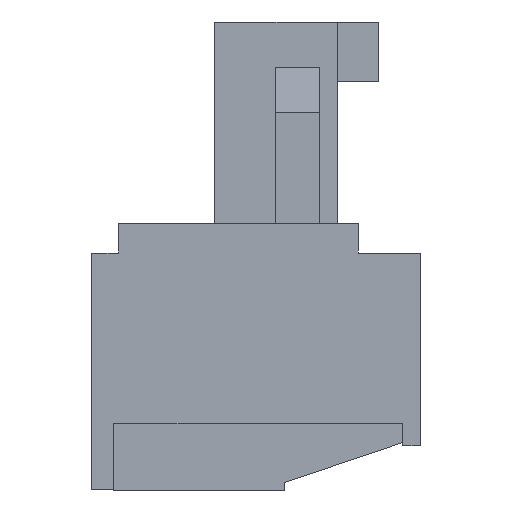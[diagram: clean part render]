
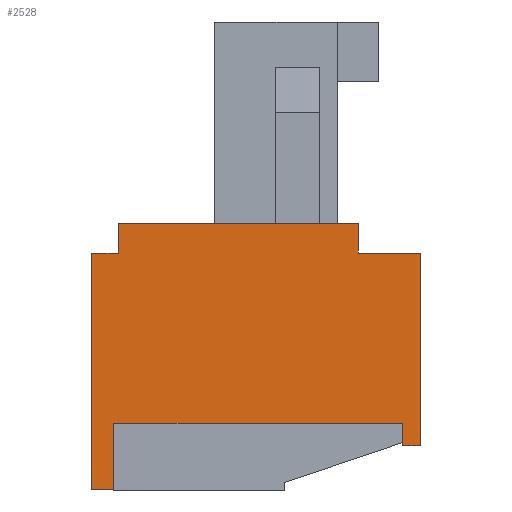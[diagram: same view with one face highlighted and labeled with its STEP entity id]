
A CAD part, left-side view. The second image highlights one B-rep face of the part: STEP entity #2528.
In plain terms, the highlighted planar face has unit normal (-1, 0, 0).
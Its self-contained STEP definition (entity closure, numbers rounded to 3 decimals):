
#2528 = ADVANCED_FACE( '', ( #5235 ), #5236, .F. );
#5235 = FACE_OUTER_BOUND( '', #8119, .T. );
#5236 = PLANE( '', #8120 );
#8119 = EDGE_LOOP( '', ( #14786, #14787, #14788, #14789, #14790, #14791, #14792, #14793, #14794, #14795, #14796, #14797 ) );
#8120 = AXIS2_PLACEMENT_3D( '', #14798, #14799, #14800 );
#14786 = ORIENTED_EDGE( '', *, *, #19817, .F. );
#14787 = ORIENTED_EDGE( '', *, *, #18870, .F. );
#14788 = ORIENTED_EDGE( '', *, *, #17069, .F. );
#14789 = ORIENTED_EDGE( '', *, *, #19818, .F. );
#14790 = ORIENTED_EDGE( '', *, *, #19766, .F. );
#14791 = ORIENTED_EDGE( '', *, *, #19382, .F. );
#14792 = ORIENTED_EDGE( '', *, *, #19819, .F. );
#14793 = ORIENTED_EDGE( '', *, *, #19820, .F. );
#14794 = ORIENTED_EDGE( '', *, *, #19697, .F. );
#14795 = ORIENTED_EDGE( '', *, *, #19633, .F. );
#14796 = ORIENTED_EDGE( '', *, *, #17766, .F. );
#14797 = ORIENTED_EDGE( '', *, *, #17887, .F. );
#14798 = CARTESIAN_POINT( '', ( -20.955, 0., 0. ) );
#14799 = DIRECTION( '', ( 1., 0., 0. ) );
#14800 = DIRECTION( '', ( 0., 0., -1. ) );
#17069 = EDGE_CURVE( '', #20256, #20258, #20259, .T. );
#17766 = EDGE_CURVE( '', #21488, #21490, #21491, .T. );
#17887 = EDGE_CURVE( '', #21703, #21488, #21705, .T. );
#18870 = EDGE_CURVE( '', #20258, #23246, #23247, .T. );
#19382 = EDGE_CURVE( '', #23968, #23969, #23970, .T. );
#19633 = EDGE_CURVE( '', #21490, #24290, #24291, .T. );
#19697 = EDGE_CURVE( '', #24290, #24373, #24374, .T. );
#19766 = EDGE_CURVE( '', #23969, #24454, #24459, .T. );
#19817 = EDGE_CURVE( '', #23246, #21703, #24517, .T. );
#19818 = EDGE_CURVE( '', #24454, #20256, #24518, .T. );
#19819 = EDGE_CURVE( '', #24519, #23968, #24520, .T. );
#19820 = EDGE_CURVE( '', #24373, #24519, #24521, .T. );
#20256 = VERTEX_POINT( '', #24988 );
#20258 = VERTEX_POINT( '', #24991 );
#20259 = LINE( '', #24992, #24993 );
#21488 = VERTEX_POINT( '', #26746 );
#21490 = VERTEX_POINT( '', #26749 );
#21491 = LINE( '', #26750, #26751 );
#21703 = VERTEX_POINT( '', #27053 );
#21705 = LINE( '', #27056, #27057 );
#23246 = VERTEX_POINT( '', #29325 );
#23247 = LINE( '', #29326, #29327 );
#23968 = VERTEX_POINT( '', #30401 );
#23969 = VERTEX_POINT( '', #30402 );
#23970 = LINE( '', #30403, #30404 );
#24290 = VERTEX_POINT( '', #30884 );
#24291 = LINE( '', #30885, #30886 );
#24373 = VERTEX_POINT( '', #31016 );
#24374 = LINE( '', #31017, #31018 );
#24454 = VERTEX_POINT( '', #31136 );
#24459 = LINE( '', #31144, #31145 );
#24517 = LINE( '', #31227, #31228 );
#24518 = LINE( '', #31229, #31230 );
#24519 = VERTEX_POINT( '', #31231 );
#24520 = LINE( '', #31232, #31233 );
#24521 = LINE( '', #31234, #31235 );
#24988 = CARTESIAN_POINT( '', ( -20.955, 4.05, 5. ) );
#24991 = CARTESIAN_POINT( '', ( -20.955, -4.05, 5. ) );
#24992 = CARTESIAN_POINT( '', ( -20.955, 4.05, 5. ) );
#24993 = VECTOR( '', #31869, 1000. );
#26746 = CARTESIAN_POINT( '', ( -20.955, -6.15, -2.5 ) );
#26749 = CARTESIAN_POINT( '', ( -20.955, -5.55, -2.5 ) );
#26750 = CARTESIAN_POINT( '', ( -20.955, -6.15, -2.5 ) );
#26751 = VECTOR( '', #32556, 1000. );
#27053 = CARTESIAN_POINT( '', ( -20.955, -6.15, 4. ) );
#27056 = CARTESIAN_POINT( '', ( -20.955, -6.15, 4. ) );
#27057 = VECTOR( '', #32693, 1000. );
#29325 = CARTESIAN_POINT( '', ( -20.955, -4.05, 4. ) );
#29326 = CARTESIAN_POINT( '', ( -20.955, -4.05, 5. ) );
#29327 = VECTOR( '', #33588, 1000. );
#30401 = CARTESIAN_POINT( '', ( -20.955, 4.95, -4. ) );
#30402 = CARTESIAN_POINT( '', ( -20.955, 4.95, 4. ) );
#30403 = CARTESIAN_POINT( '', ( -20.955, 4.95, -4. ) );
#30404 = VECTOR( '', #34015, 1000. );
#30884 = CARTESIAN_POINT( '', ( -20.955, -5.55, -1.75 ) );
#30885 = CARTESIAN_POINT( '', ( -20.955, -5.55, -2.5 ) );
#30886 = VECTOR( '', #34200, 1000. );
#31016 = CARTESIAN_POINT( '', ( -20.955, 4.2, -1.75 ) );
#31017 = CARTESIAN_POINT( '', ( -20.955, -5.55, -1.75 ) );
#31018 = VECTOR( '', #34249, 1000. );
#31136 = CARTESIAN_POINT( '', ( -20.955, 4.05, 4. ) );
#31144 = CARTESIAN_POINT( '', ( -20.955, 4.95, 4. ) );
#31145 = VECTOR( '', #34306, 1000. );
#31227 = CARTESIAN_POINT( '', ( -20.955, -4.05, 4. ) );
#31228 = VECTOR( '', #34334, 1000. );
#31229 = CARTESIAN_POINT( '', ( -20.955, 4.05, 4. ) );
#31230 = VECTOR( '', #34335, 1000. );
#31231 = CARTESIAN_POINT( '', ( -20.955, 4.2, -4. ) );
#31232 = CARTESIAN_POINT( '', ( -20.955, 4.2, -4. ) );
#31233 = VECTOR( '', #34336, 1000. );
#31234 = CARTESIAN_POINT( '', ( -20.955, 4.2, -1.75 ) );
#31235 = VECTOR( '', #34337, 1000. );
#31869 = DIRECTION( '', ( 0., -1., 0. ) );
#32556 = DIRECTION( '', ( 0., 1., 0. ) );
#32693 = DIRECTION( '', ( 0., 0., -1. ) );
#33588 = DIRECTION( '', ( 0., 0., -1. ) );
#34015 = DIRECTION( '', ( 0., 0., 1. ) );
#34200 = DIRECTION( '', ( 0., 0., 1. ) );
#34249 = DIRECTION( '', ( 0., 1., 0. ) );
#34306 = DIRECTION( '', ( 0., -1., 0. ) );
#34334 = DIRECTION( '', ( 0., -1., 0. ) );
#34335 = DIRECTION( '', ( 0., 0., 1. ) );
#34336 = DIRECTION( '', ( 0., 1., 0. ) );
#34337 = DIRECTION( '', ( 0., 0., -1. ) );
